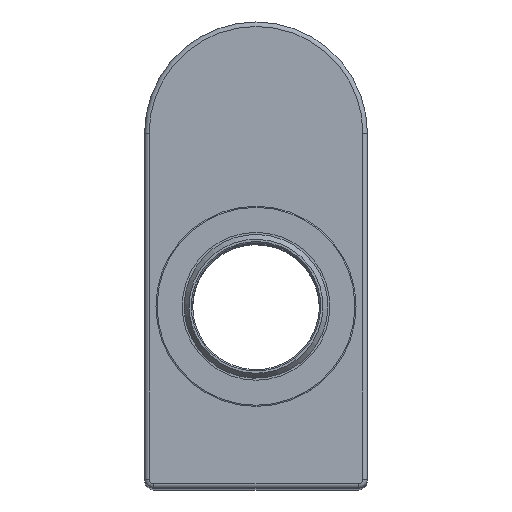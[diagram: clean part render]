
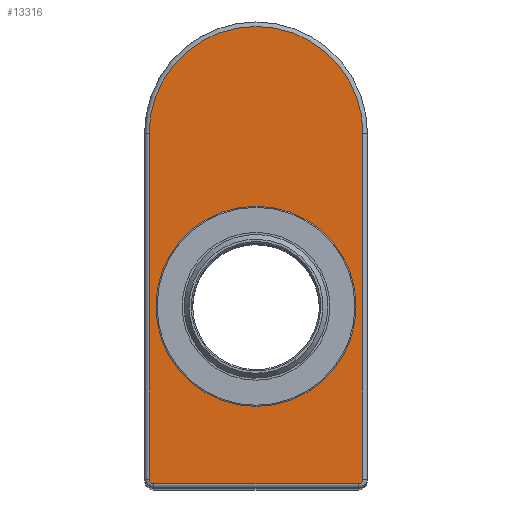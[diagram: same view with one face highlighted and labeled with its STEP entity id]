
A CAD part, top view. The second image highlights one B-rep face of the part: STEP entity #13316.
In plain terms, the highlighted planar face has unit normal (0, 0, 1).
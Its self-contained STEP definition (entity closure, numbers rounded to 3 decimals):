
#22 = ORIENTED_EDGE ( 'NONE', *, *, #6792, .F. ) ;
#185 = VECTOR ( 'NONE', #924, 1000. ) ;
#753 = EDGE_LOOP ( 'NONE', ( #22 ) ) ;
#768 = VERTEX_POINT ( 'NONE', #12037 ) ;
#924 = DIRECTION ( 'NONE',  ( 0., -1., 0. ) ) ;
#1408 = EDGE_CURVE ( 'NONE', #9881, #6184, #10959, .T. ) ;
#1449 = CARTESIAN_POINT ( 'NONE',  ( 0., 38., 225. ) ) ;
#1500 = LINE ( 'NONE', #13840, #13598 ) ;
#1504 = ORIENTED_EDGE ( 'NONE', *, *, #3689, .T. ) ;
#2826 = CARTESIAN_POINT ( 'NONE',  ( 22.5, -39., 225. ) ) ;
#3029 = CARTESIAN_POINT ( 'NONE',  ( 23.5, 38., 225. ) ) ;
#3381 = LINE ( 'NONE', #12054, #185 ) ;
#3382 = DIRECTION ( 'NONE',  ( 1., 0., 0. ) ) ;
#3606 = EDGE_CURVE ( 'NONE', #13530, #6473, #1500, .T. ) ;
#3689 = EDGE_CURVE ( 'NONE', #14365, #13530, #14522, .T. ) ;
#4303 = ORIENTED_EDGE ( 'NONE', *, *, #3606, .T. ) ;
#4404 = EDGE_CURVE ( 'NONE', #5433, #9881, #5047, .T. ) ;
#4468 = AXIS2_PLACEMENT_3D ( 'NONE', #7810, #6645, #3382 ) ;
#4898 = DIRECTION ( 'NONE',  ( 1., 0., 0. ) ) ;
#5047 = LINE ( 'NONE', #3029, #12950 ) ;
#5202 = CIRCLE ( 'NONE', #4468, 1. ) ;
#5433 = VERTEX_POINT ( 'NONE', #10277 ) ;
#5813 = DIRECTION ( 'NONE',  ( 1., 0., 0. ) ) ;
#5924 = AXIS2_PLACEMENT_3D ( 'NONE', #10330, #7102, #4898 ) ;
#5998 = FACE_OUTER_BOUND ( 'NONE', #6561, .T. ) ;
#6051 = EDGE_CURVE ( 'NONE', #6473, #5433, #5202, .T. ) ;
#6184 = VERTEX_POINT ( 'NONE', #9330 ) ;
#6473 = VERTEX_POINT ( 'NONE', #2826 ) ;
#6561 = EDGE_LOOP ( 'NONE', ( #8038, #9275, #7662, #14572, #1504, #4303 ) ) ;
#6645 = DIRECTION ( 'NONE',  ( 0., 0., 1. ) ) ;
#6792 = EDGE_CURVE ( 'NONE', #768, #768, #12951, .T. ) ;
#7102 = DIRECTION ( 'NONE',  ( 0., 0., 1. ) ) ;
#7119 = EDGE_CURVE ( 'NONE', #6184, #14365, #3381, .T. ) ;
#7137 = DIRECTION ( 'NONE',  ( 1., 0., 0. ) ) ;
#7332 = DIRECTION ( 'NONE',  ( 0., 1., 0. ) ) ;
#7662 = ORIENTED_EDGE ( 'NONE', *, *, #1408, .T. ) ;
#7760 = CARTESIAN_POINT ( 'NONE',  ( 23.5, 38., 225. ) ) ;
#7810 = CARTESIAN_POINT ( 'NONE',  ( 22.5, -38., 225. ) ) ;
#8038 = ORIENTED_EDGE ( 'NONE', *, *, #6051, .T. ) ;
#8202 = CARTESIAN_POINT ( 'NONE',  ( 0., 0., 225. ) ) ;
#8321 = DIRECTION ( 'NONE',  ( 0., 0., 1. ) ) ;
#8817 = AXIS2_PLACEMENT_3D ( 'NONE', #1449, #8321, #5813 ) ;
#9007 = CARTESIAN_POINT ( 'NONE',  ( -23.5, -38., 225. ) ) ;
#9088 = AXIS2_PLACEMENT_3D ( 'NONE', #13669, #11247, #12584 ) ;
#9275 = ORIENTED_EDGE ( 'NONE', *, *, #4404, .T. ) ;
#9330 = CARTESIAN_POINT ( 'NONE',  ( -23.5, 38., 225. ) ) ;
#9361 = DIRECTION ( 'NONE',  ( 0., 0., 1. ) ) ;
#9592 = FACE_BOUND ( 'NONE', #753, .T. ) ;
#9667 = PLANE ( 'NONE',  #11875 ) ;
#9881 = VERTEX_POINT ( 'NONE', #7760 ) ;
#10277 = CARTESIAN_POINT ( 'NONE',  ( 23.5, -38., 225. ) ) ;
#10330 = CARTESIAN_POINT ( 'NONE',  ( 0., 0., 225. ) ) ;
#10959 = CIRCLE ( 'NONE', #8817, 23.5 ) ;
#11247 = DIRECTION ( 'NONE',  ( 0., 0., 1. ) ) ;
#11875 = AXIS2_PLACEMENT_3D ( 'NONE', #8202, #9361, #12716 ) ;
#12037 = CARTESIAN_POINT ( 'NONE',  ( 22., 0., 225. ) ) ;
#12054 = CARTESIAN_POINT ( 'NONE',  ( -23.5, -38., 225. ) ) ;
#12400 = CARTESIAN_POINT ( 'NONE',  ( -22.5, -39., 225. ) ) ;
#12584 = DIRECTION ( 'NONE',  ( 1., 0., 0. ) ) ;
#12716 = DIRECTION ( 'NONE',  ( 1., 0., 0. ) ) ;
#12950 = VECTOR ( 'NONE', #7332, 1000. ) ;
#12951 = CIRCLE ( 'NONE', #5924, 22. ) ;
#13316 = ADVANCED_FACE ( 'NONE', ( #5998, #9592 ), #9667, .T. ) ;
#13530 = VERTEX_POINT ( 'NONE', #12400 ) ;
#13598 = VECTOR ( 'NONE', #7137, 1000. ) ;
#13669 = CARTESIAN_POINT ( 'NONE',  ( -22.5, -38., 225. ) ) ;
#13840 = CARTESIAN_POINT ( 'NONE',  ( 22.5, -39., 225. ) ) ;
#14365 = VERTEX_POINT ( 'NONE', #9007 ) ;
#14522 = CIRCLE ( 'NONE', #9088, 1. ) ;
#14572 = ORIENTED_EDGE ( 'NONE', *, *, #7119, .T. ) ;
